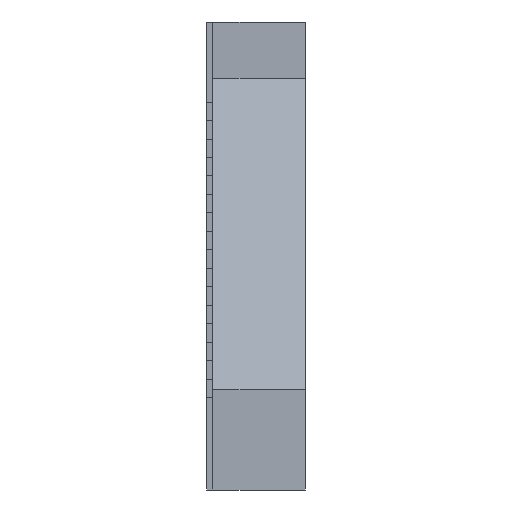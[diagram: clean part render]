
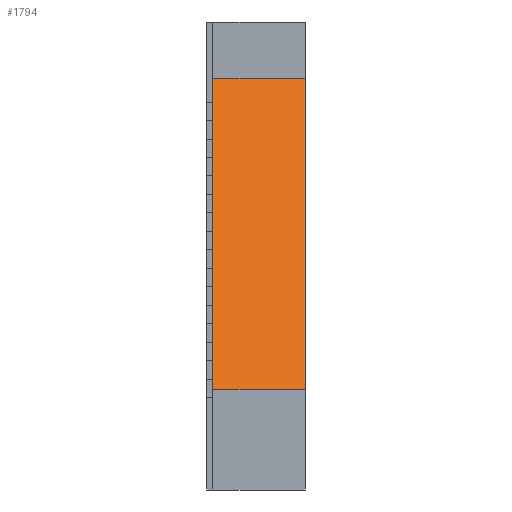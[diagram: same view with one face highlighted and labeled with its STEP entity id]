
A CAD part, front view. The second image highlights one B-rep face of the part: STEP entity #1794.
In plain terms, the highlighted free-form (B-spline) face has degree [1, 1] with [2, 2] control points.
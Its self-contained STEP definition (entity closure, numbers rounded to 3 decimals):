
#1434 = VERTEX_POINT('',#1435);
#1435 = CARTESIAN_POINT('',(-723.317,-3169.291,
    -3710.537));
#1440 = EDGE_CURVE('',#1441,#1434,#1443,.T.);
#1441 = VERTEX_POINT('',#1442);
#1442 = CARTESIAN_POINT('',(-723.317,-313.743,
    1601.452));
#1443 = B_SPLINE_CURVE_WITH_KNOTS('',1,(#1444,#1445),.UNSPECIFIED.,.F.,
  .F.,(2,2),(0.,5744.595),.PIECEWISE_BEZIER_KNOTS.);
#1444 = CARTESIAN_POINT('',(-723.317,-313.743,
    1601.452));
#1445 = CARTESIAN_POINT('',(-723.317,-3169.291,
    -3710.537));
#1491 = VERTEX_POINT('',#1492);
#1492 = CARTESIAN_POINT('',(851.433,-313.743,
    1601.452));
#1497 = EDGE_CURVE('',#1491,#1498,#1500,.T.);
#1498 = VERTEX_POINT('',#1499);
#1499 = CARTESIAN_POINT('',(851.433,-3169.291,
    -3710.537));
#1500 = B_SPLINE_CURVE_WITH_KNOTS('',1,(#1501,#1502),.UNSPECIFIED.,.F.,
  .F.,(2,2),(0.,5744.595),.PIECEWISE_BEZIER_KNOTS.);
#1501 = CARTESIAN_POINT('',(851.433,-313.743,
    1601.452));
#1502 = CARTESIAN_POINT('',(851.433,-3169.291,
    -3710.537));
#1783 = EDGE_CURVE('',#1441,#1491,#1784,.T.);
#1784 = B_SPLINE_CURVE_WITH_KNOTS('',1,(#1785,#1786),.UNSPECIFIED.,.F.,
  .F.,(2,2),(0.,1500.),.PIECEWISE_BEZIER_KNOTS.);
#1785 = CARTESIAN_POINT('',(-723.317,-313.743,
    1601.452));
#1786 = CARTESIAN_POINT('',(851.433,-313.743,
    1601.452));
#1794 = ADVANCED_FACE('',(#1795),#1805,.T.);
#1795 = FACE_BOUND('',#1796,.T.);
#1796 = EDGE_LOOP('',(#1797,#1798,#1803,#1804));
#1797 = ORIENTED_EDGE('',*,*,#1440,.T.);
#1798 = ORIENTED_EDGE('',*,*,#1799,.T.);
#1799 = EDGE_CURVE('',#1434,#1498,#1800,.T.);
#1800 = B_SPLINE_CURVE_WITH_KNOTS('',1,(#1801,#1802),.UNSPECIFIED.,.F.,
  .F.,(2,2),(0.,1500.),.PIECEWISE_BEZIER_KNOTS.);
#1801 = CARTESIAN_POINT('',(-723.317,-3169.291,
    -3710.537));
#1802 = CARTESIAN_POINT('',(851.433,-3169.291,
    -3710.537));
#1803 = ORIENTED_EDGE('',*,*,#1497,.F.);
#1804 = ORIENTED_EDGE('',*,*,#1783,.F.);
#1805 = B_SPLINE_SURFACE_WITH_KNOTS('',1,1,(
    (#1806,#1807)
    ,(#1808,#1809
    )),.UNSPECIFIED.,.F.,.F.,.F.,(2,2),(2,2),(0.,5744.595),(0.
    ,1500.),.PIECEWISE_BEZIER_KNOTS.);
#1806 = CARTESIAN_POINT('',(-723.317,-313.743,
    1601.452));
#1807 = CARTESIAN_POINT('',(851.433,-313.743,
    1601.452));
#1808 = CARTESIAN_POINT('',(-723.317,-3169.291,
    -3710.537));
#1809 = CARTESIAN_POINT('',(851.433,-3169.291,
    -3710.537));
